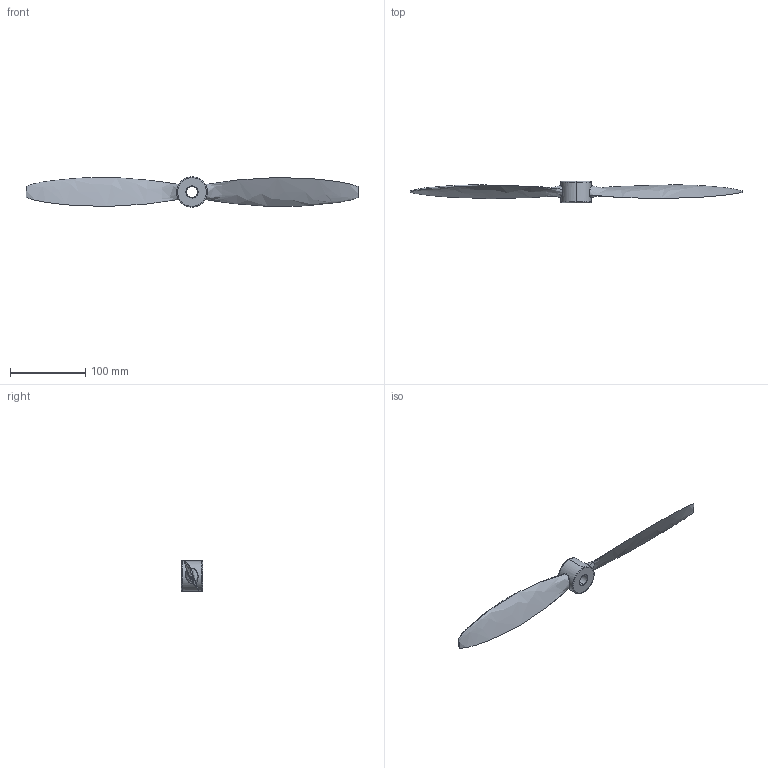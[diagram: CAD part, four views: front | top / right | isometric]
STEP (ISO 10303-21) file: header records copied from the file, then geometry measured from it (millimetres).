
FILE_DESCRIPTION (( 'STEP AP203' ), '1' );
FILE_NAME ('BLDC Propeller.STEP', '2025-05-09T19:43:23', ( '' ), ( '' ), 'SwSTEP 2.0', 'SolidWorks 2024', '' );
FILE_SCHEMA (( 'CONFIG_CONTROL_DESIGN' ));
Length unit declared in the file: millimetre
Products named in the file (1): BLDC Propeller
Bounding box: 440 x 28 x 40 mm (x, y, z)
Volume: 79103.3 mm3; surface area: 35260.5 mm2
Topology: 1 solids, 1 shells, 24 faces, 52 edges, 32 vertices
Faces by surface type: bspline 16, cylinder 4, plane 4
Entity records: 4711 total; most frequent: CARTESIAN_POINT 4251, ORIENTED_EDGE 104, EDGE_CURVE 52, B_SPLINE_CURVE_WITH_KNOTS 48, VERTEX_POINT 32, EDGE_LOOP 28, FACE_OUTER_BOUND 24, ADVANCED_FACE 24
